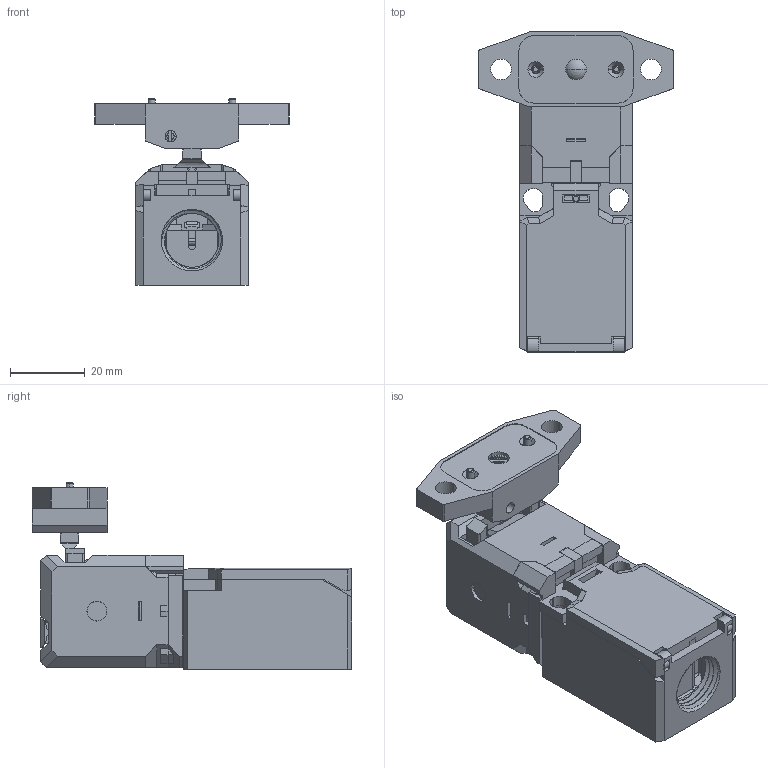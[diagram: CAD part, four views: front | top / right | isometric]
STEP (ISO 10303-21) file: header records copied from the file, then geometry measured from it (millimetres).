
FILE_DESCRIPTION((''),'2;1');
FILE_NAME('192582_ASM','2016-01-20T',('pdmadmin'),(''),'PRO/ENGINEER BY PARAMETRIC TECHNOLOGY CORPORATION, 2013230','PRO/ENGINEER BY PARAMETRIC TECHNOLOGY CORPORATION, 2013230','');
FILE_SCHEMA(('CONFIG_CONTROL_DESIGN'));
Length unit declared in the file: millimetre
Products named in the file (12): SI-LS83_INTERLOCK_BODY_PART_1; SI-LS83_INTERLOCK_BODY_PART_2; SI-LS83_INTERLOCK_BODY_PART_3; SI-LS83_INTERLOCK_BODY_PART_4; SI-LS83_INTERLOCK_BODY_PART_5; SI-LS83_INTERLOCK_BODY_PART_6; SI-LS83_INTERLOCK_BODY_PART_7; SI-LS83_INTERLOCK_BODY_PART_8; 49482---SI-LS83E_ASM; 46996---SI-QS-SSU; 58749---SI-LS83MRFD_ASM; 192582_ASM
Assembly tree (11 placements, depth 4):
  192582_ASM
    58749---SI-LS83MRFD_ASM
      49482---SI-LS83E_ASM
        SI-LS83_INTERLOCK_BODY_PART_1
        SI-LS83_INTERLOCK_BODY_PART_2
        SI-LS83_INTERLOCK_BODY_PART_3
        SI-LS83_INTERLOCK_BODY_PART_4
        SI-LS83_INTERLOCK_BODY_PART_5
        SI-LS83_INTERLOCK_BODY_PART_6
        SI-LS83_INTERLOCK_BODY_PART_7
        SI-LS83_INTERLOCK_BODY_PART_8
      46996---SI-QS-SSU
Bounding box: 52 x 85.4 x 49.8 mm (x, y, z)
Volume: 37462.6 mm3; surface area: 39750.5 mm2
Topology: 13 solids, 14 shells, 1843 faces, 4967 edges, 3191 vertices
Faces by surface type: plane 1218, cylinder 441, sphere 84, cone 54, bspline 26, torus 20
Entity records: 62592 total; most frequent: CARTESIAN_POINT 15807, ORIENTED_EDGE 9894, DIRECTION 9400, EDGE_CURVE 4955, VECTOR 3726, LINE 3726, VERTEX_POINT 3191, AXIS2_PLACEMENT_3D 2837
